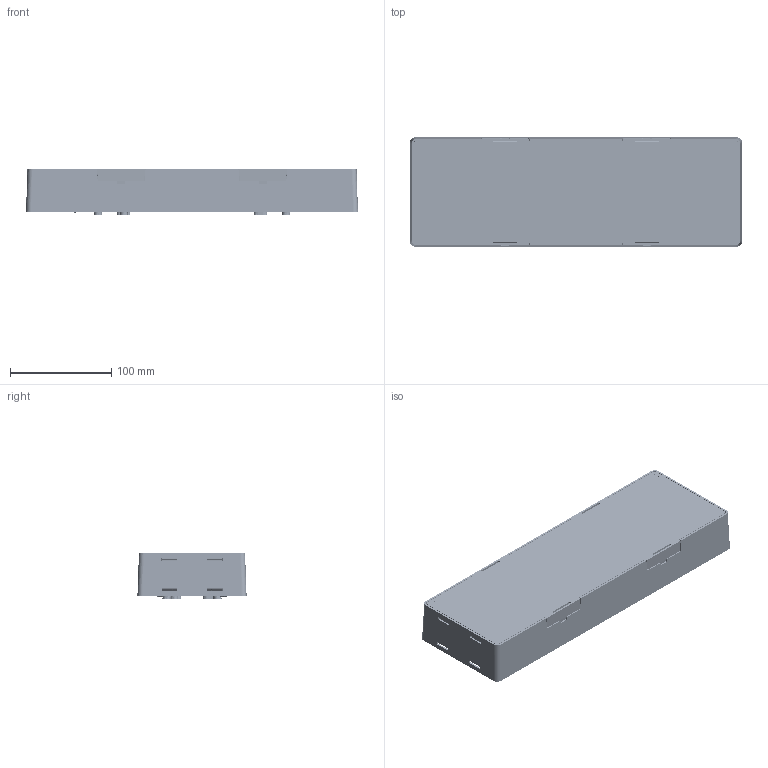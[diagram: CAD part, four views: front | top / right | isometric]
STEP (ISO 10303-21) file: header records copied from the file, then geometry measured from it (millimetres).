
FILE_DESCRIPTION(('',''),'2;1');
FILE_NAME('','',('none'),('none'),'','','none');
FILE_SCHEMA(('AUTOMOTIVE_DESIGN { 1 0 10303 214 1 1 1 1 }'));
Products named in the file (1): ELX-SLX_ASM_AllCATPart
Bounding box: 327.79 x 107.79 x 46 mm (x, y, z)
Volume: 311687.8 mm3; surface area: 340576.7 mm2
Topology: 25 solids, 27 shells, 11381 faces, 31947 edges, 20868 vertices
Faces by surface type: plane 8178, cylinder 1884, torus 404, bspline 399, cone 263, sphere 152, extrusion 75, revolution 26
Entity records: 400386 total; most frequent: CARTESIAN_POINT 117482, ORIENTED_EDGE 63444, DIRECTION 49383, EDGE_CURVE 31722, VECTOR 24580, LINE 24505, VERTEX_POINT 20868, AXIS2_PLACEMENT_3D 13900
